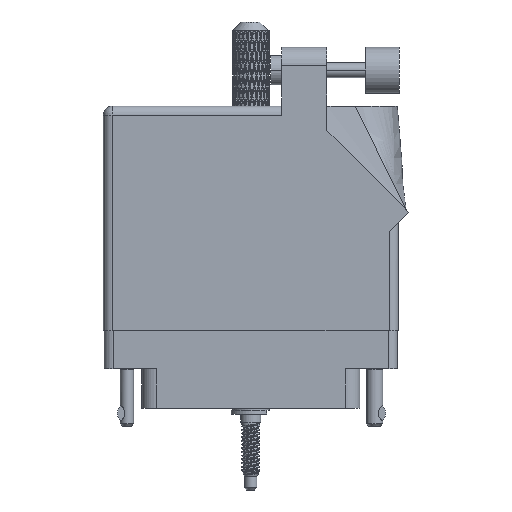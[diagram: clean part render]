
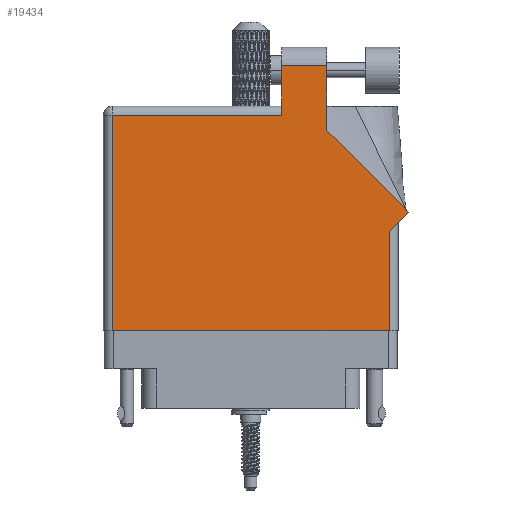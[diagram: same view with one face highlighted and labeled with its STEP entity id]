
A CAD part, front view. The second image highlights one B-rep face of the part: STEP entity #19434.
In plain terms, the highlighted face is planar.
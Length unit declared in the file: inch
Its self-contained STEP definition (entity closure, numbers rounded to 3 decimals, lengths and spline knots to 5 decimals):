
#21 = ORIENTED_EDGE ( 'NONE', *, *, #30806, .T. ) ;
#563 = CARTESIAN_POINT ( 'NONE',  ( 2.08071, 0.80771, 0. ) ) ;
#5139 = CARTESIAN_POINT ( 'NONE',  ( 0.062, 1.468, 0. ) ) ;
#5350 = VERTEX_POINT ( 'NONE', #97766 ) ;
#5681 = CARTESIAN_POINT ( 'NONE',  ( 1.524, 1.805, 0. ) ) ;
#6133 = LINE ( 'NONE', #104533, #20728 ) ;
#10147 = ORIENTED_EDGE ( 'NONE', *, *, #70740, .T. ) ;
#11131 = VECTOR ( 'NONE', #27253, 39.37008 ) ;
#15212 = VECTOR ( 'NONE', #93828, 39.37008 ) ;
#15878 = CARTESIAN_POINT ( 'NONE',  ( 1.217, 1.805, 0. ) ) ;
#17277 = CARTESIAN_POINT ( 'NONE',  ( 0., 0., 0. ) ) ;
#19064 = CARTESIAN_POINT ( 'NONE',  ( 1.217, 1.468, 0. ) ) ;
#19434 = ADVANCED_FACE ( 'NONE', ( #38042 ), #80298, .F. ) ;
#20728 = VECTOR ( 'NONE', #53668, 39.37008 ) ;
#25453 = AXIS2_PLACEMENT_3D ( 'NONE', #97422, #55060, #97796 ) ;
#26083 = EDGE_CURVE ( 'NONE', #30671, #84393, #61206, .T. ) ;
#27126 = VERTEX_POINT ( 'NONE', #5681 ) ;
#27253 = DIRECTION ( 'NONE',  ( -1., 0., 0. ) ) ;
#28001 = VECTOR ( 'NONE', #75307, 39.37008 ) ;
#30671 = VERTEX_POINT ( 'NONE', #5139 ) ;
#30806 = EDGE_CURVE ( 'NONE', #39684, #5350, #6133, .T. ) ;
#31714 = ORIENTED_EDGE ( 'NONE', *, *, #64106, .T. ) ;
#32538 = LINE ( 'NONE', #17277, #15212 ) ;
#33836 = LINE ( 'NONE', #96932, #90937 ) ;
#34163 = ORIENTED_EDGE ( 'NONE', *, *, #38260, .T. ) ;
#34714 = VECTOR ( 'NONE', #101070, 39.37008 ) ;
#38042 = FACE_OUTER_BOUND ( 'NONE', #90971, .T. ) ;
#38260 = EDGE_CURVE ( 'NONE', #76667, #27126, #33836, .T. ) ;
#39684 = VERTEX_POINT ( 'NONE', #48969 ) ;
#40089 = LINE ( 'NONE', #55083, #62654 ) ;
#42537 = DIRECTION ( 'NONE',  ( -0.707, 0.707, 0. ) ) ;
#44349 = CARTESIAN_POINT ( 'NONE',  ( 1.524, 1.36442, 0. ) ) ;
#47126 = VECTOR ( 'NONE', #42537, 39.37008 ) ;
#47318 = CARTESIAN_POINT ( 'NONE',  ( 0.062, 0., 0. ) ) ;
#47983 = LINE ( 'NONE', #68786, #86566 ) ;
#48969 = CARTESIAN_POINT ( 'NONE',  ( 1.948, 0., 0. ) ) ;
#49356 = LINE ( 'NONE', #15878, #28001 ) ;
#50575 = CARTESIAN_POINT ( 'NONE',  ( 0.062, 0., 0. ) ) ;
#53668 = DIRECTION ( 'NONE',  ( 0., 1., 0. ) ) ;
#53851 = DIRECTION ( 'NONE',  ( 0., 1., 0. ) ) ;
#55060 = DIRECTION ( 'NONE',  ( 0., 0., -1. ) ) ;
#55083 = CARTESIAN_POINT ( 'NONE',  ( 1.217, 1.53, 0. ) ) ;
#59697 = ORIENTED_EDGE ( 'NONE', *, *, #80961, .T. ) ;
#61206 = LINE ( 'NONE', #50575, #34714 ) ;
#62244 = CARTESIAN_POINT ( 'NONE',  ( 2.08071, 0.80771, 0. ) ) ;
#62654 = VECTOR ( 'NONE', #72885, 39.37008 ) ;
#64106 = EDGE_CURVE ( 'NONE', #27126, #101137, #49356, .T. ) ;
#68786 = CARTESIAN_POINT ( 'NONE',  ( 2.01, 0.737, 0. ) ) ;
#69149 = DIRECTION ( 'NONE',  ( 0.707, 0.707, 0. ) ) ;
#70662 = CARTESIAN_POINT ( 'NONE',  ( 0., 1.468, 0. ) ) ;
#70740 = EDGE_CURVE ( 'NONE', #79570, #30671, #70920, .T. ) ;
#70920 = LINE ( 'NONE', #70662, #11131 ) ;
#72885 = DIRECTION ( 'NONE',  ( 0., -1., 0. ) ) ;
#75307 = DIRECTION ( 'NONE',  ( -1., 0., 0. ) ) ;
#76667 = VERTEX_POINT ( 'NONE', #44349 ) ;
#79570 = VERTEX_POINT ( 'NONE', #19064 ) ;
#80298 = PLANE ( 'NONE',  #25453 ) ;
#80961 = EDGE_CURVE ( 'NONE', #5350, #104718, #47983, .T. ) ;
#82250 = EDGE_CURVE ( 'NONE', #84393, #39684, #32538, .T. ) ;
#82629 = EDGE_CURVE ( 'NONE', #104718, #76667, #83007, .T. ) ;
#83007 = LINE ( 'NONE', #563, #47126 ) ;
#83856 = ORIENTED_EDGE ( 'NONE', *, *, #82250, .T. ) ;
#84393 = VERTEX_POINT ( 'NONE', #47318 ) ;
#86566 = VECTOR ( 'NONE', #69149, 39.37008 ) ;
#87011 = ORIENTED_EDGE ( 'NONE', *, *, #82629, .T. ) ;
#90937 = VECTOR ( 'NONE', #53851, 39.37008 ) ;
#90971 = EDGE_LOOP ( 'NONE', ( #34163, #31714, #99532, #10147, #102564, #83856, #21, #59697, #87011 ) ) ;
#93828 = DIRECTION ( 'NONE',  ( 1., 0., 0. ) ) ;
#96932 = CARTESIAN_POINT ( 'NONE',  ( 1.524, 1.36442, 0. ) ) ;
#97422 = CARTESIAN_POINT ( 'NONE',  ( 0., 1.53, 0. ) ) ;
#97766 = CARTESIAN_POINT ( 'NONE',  ( 1.948, 0.675, 0. ) ) ;
#97796 = DIRECTION ( 'NONE',  ( -1., 0., 0. ) ) ;
#98020 = CARTESIAN_POINT ( 'NONE',  ( 1.217, 1.805, 0. ) ) ;
#99094 = EDGE_CURVE ( 'NONE', #101137, #79570, #40089, .T. ) ;
#99532 = ORIENTED_EDGE ( 'NONE', *, *, #99094, .T. ) ;
#101070 = DIRECTION ( 'NONE',  ( 0., -1., 0. ) ) ;
#101137 = VERTEX_POINT ( 'NONE', #98020 ) ;
#102564 = ORIENTED_EDGE ( 'NONE', *, *, #26083, .T. ) ;
#104533 = CARTESIAN_POINT ( 'NONE',  ( 1.948, 0.737, 0. ) ) ;
#104718 = VERTEX_POINT ( 'NONE', #62244 ) ;
